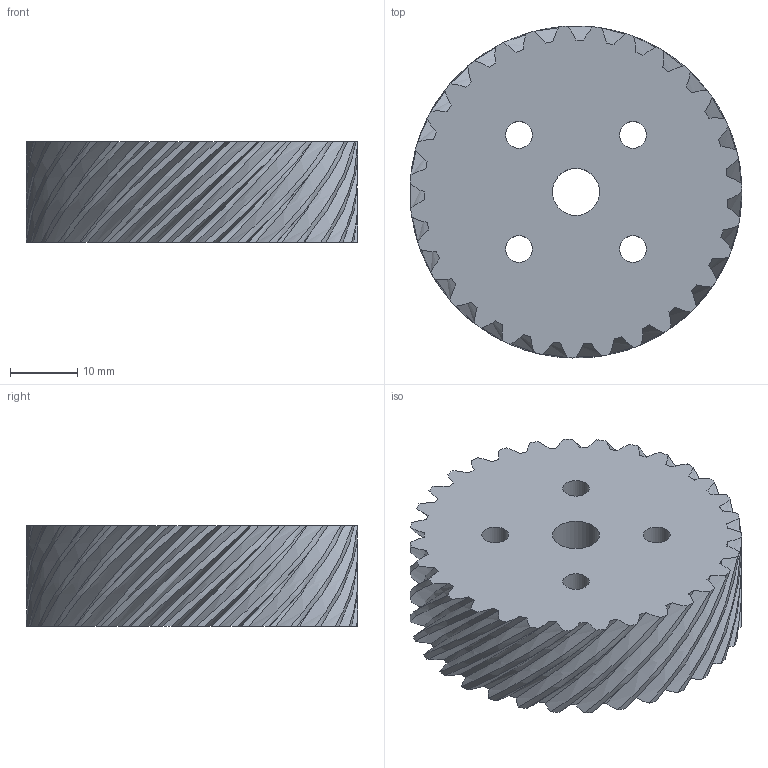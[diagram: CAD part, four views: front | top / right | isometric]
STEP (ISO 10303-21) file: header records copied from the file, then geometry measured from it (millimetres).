
FILE_DESCRIPTION(/* description */ (''),/* implementation_level */ '2;1');
FILE_NAME(/* name */ '',/* time_stamp */ '2025-09-23T17:31:23+03:00',/* author */ ('Phantom'),/* organization */ (''),/* preprocessor_version */ 'ST-DEVELOPER v20',/* originating_system */ 'Autodesk Inventor 2025',/* authorisation */ '');
FILE_SCHEMA (('AUTOMOTIVE_DESIGN { 1 0 10303 214 3 1 1 }'));
Length unit declared in the file: millimetre
Products named in the file (1): Цилиндрическое зубчатое 
зацепление2
Bounding box: 49.47 x 49.47 x 15 mm (x, y, z)
Volume: 25226.8 mm3; surface area: 8655.8 mm2
Topology: 1 solids, 1 shells, 131 faces, 387 edges, 258 vertices
Faces by surface type: bspline 93, cylinder 36, plane 2
Full cylindrical faces by diameter (mm): 4 x4, 7 x1
Entity records: 6524 total; most frequent: CARTESIAN_POINT 3784, ORIENTED_EDGE 774, EDGE_CURVE 387, B_SPLINE_CURVE_WITH_KNOTS 310, VERTEX_POINT 258, DIRECTION 227, EDGE_LOOP 141, FACE_OUTER_BOUND 131
